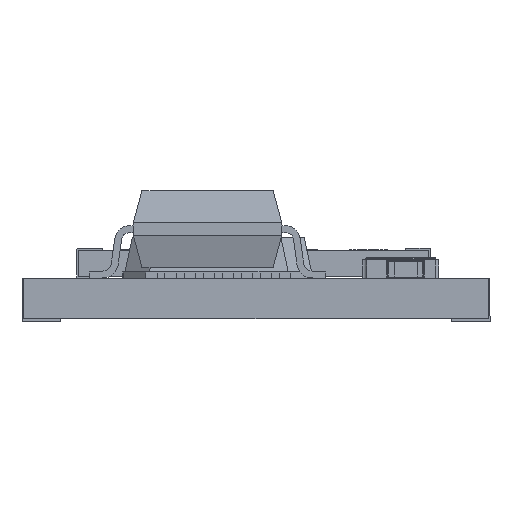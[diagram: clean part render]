
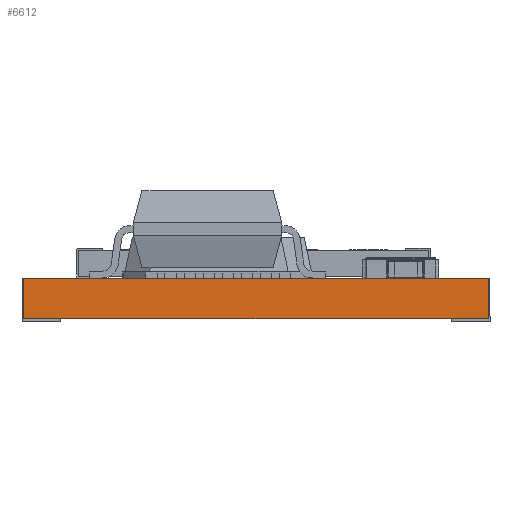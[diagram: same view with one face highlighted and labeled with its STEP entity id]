
A CAD part, front view. The second image highlights one B-rep face of the part: STEP entity #6612.
In plain terms, the highlighted planar face has unit normal (0, -1, 0).
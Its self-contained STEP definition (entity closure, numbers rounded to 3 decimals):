
#461 = ORIENTED_EDGE ( 'NONE', *, *, #3733, .T. ) ;
#2057 = DIRECTION ( 'NONE',  ( 0., 0., -1. ) ) ;
#3733 = EDGE_CURVE ( 'NONE', #29950, #32913, #32481, .T. ) ;
#6612 = ADVANCED_FACE ( 'NONE', ( #41083 ), #32356, .F. ) ;
#6804 = ORIENTED_EDGE ( 'NONE', *, *, #22105, .T. ) ;
#9125 = CARTESIAN_POINT ( 'NONE',  ( 12.2, 0., 0. ) ) ;
#9660 = LINE ( 'NONE', #31217, #45272 ) ;
#10188 = VECTOR ( 'NONE', #2057, 1000. ) ;
#10226 = CARTESIAN_POINT ( 'NONE',  ( 0., 0., 1.051 ) ) ;
#10478 = CARTESIAN_POINT ( 'NONE',  ( 0., 0., 1.051 ) ) ;
#13075 = AXIS2_PLACEMENT_3D ( 'NONE', #29976, #29734, #29674 ) ;
#14722 = CARTESIAN_POINT ( 'NONE',  ( 12.2, 0., 1.051 ) ) ;
#15088 = VECTOR ( 'NONE', #35153, 1000. ) ;
#16892 = ORIENTED_EDGE ( 'NONE', *, *, #40327, .F. ) ;
#16921 = VERTEX_POINT ( 'NONE', #14722 ) ;
#17078 = DIRECTION ( 'NONE',  ( -1., 0., 0. ) ) ;
#22105 = EDGE_CURVE ( 'NONE', #16921, #29950, #42354, .T. ) ;
#23020 = EDGE_LOOP ( 'NONE', ( #43538, #6804, #461, #16892 ) ) ;
#26109 = DIRECTION ( 'NONE',  ( 0., 0., -1. ) ) ;
#29674 = DIRECTION ( 'NONE',  ( 0., 0., 1. ) ) ;
#29734 = DIRECTION ( 'NONE',  ( 0., 1., 0. ) ) ;
#29950 = VERTEX_POINT ( 'NONE', #10478 ) ;
#29976 = CARTESIAN_POINT ( 'NONE',  ( 0., 0., 0. ) ) ;
#31217 = CARTESIAN_POINT ( 'NONE',  ( 12.2, 0., 0. ) ) ;
#32356 = PLANE ( 'NONE',  #13075 ) ;
#32481 = LINE ( 'NONE', #33202, #10188 ) ;
#32913 = VERTEX_POINT ( 'NONE', #43694 ) ;
#33202 = CARTESIAN_POINT ( 'NONE',  ( 0., 0., 0. ) ) ;
#33635 = EDGE_CURVE ( 'NONE', #16921, #35539, #35360, .T. ) ;
#35153 = DIRECTION ( 'NONE',  ( -1., 0., 0. ) ) ;
#35360 = LINE ( 'NONE', #9125, #44751 ) ;
#35539 = VERTEX_POINT ( 'NONE', #38954 ) ;
#38954 = CARTESIAN_POINT ( 'NONE',  ( 12.2, 0., 0. ) ) ;
#40327 = EDGE_CURVE ( 'NONE', #35539, #32913, #9660, .T. ) ;
#41083 = FACE_OUTER_BOUND ( 'NONE', #23020, .T. ) ;
#42354 = LINE ( 'NONE', #10226, #15088 ) ;
#43538 = ORIENTED_EDGE ( 'NONE', *, *, #33635, .F. ) ;
#43694 = CARTESIAN_POINT ( 'NONE',  ( 0., 0., 0. ) ) ;
#44751 = VECTOR ( 'NONE', #26109, 1000. ) ;
#45272 = VECTOR ( 'NONE', #17078, 1000. ) ;
